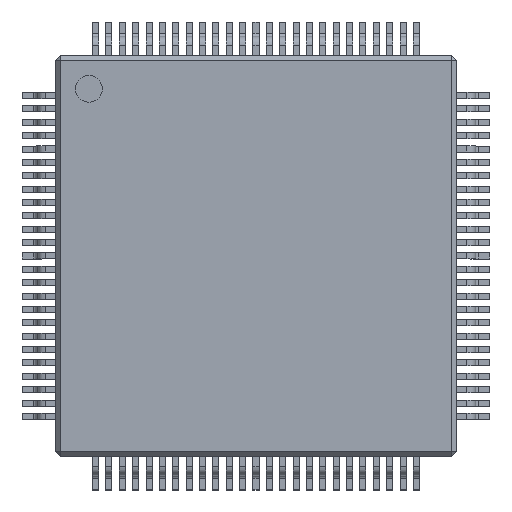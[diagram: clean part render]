
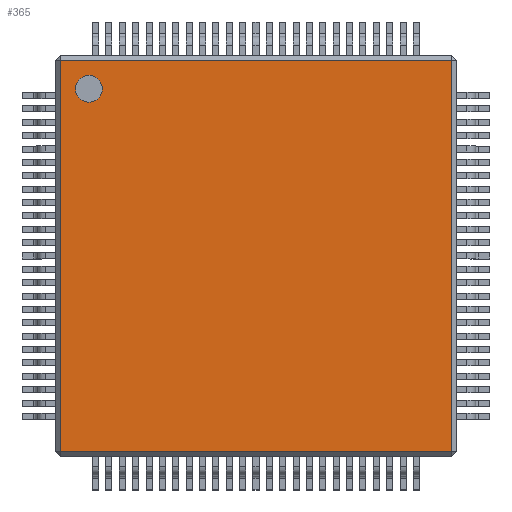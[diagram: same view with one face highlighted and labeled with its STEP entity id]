
A CAD part, top view. The second image highlights one B-rep face of the part: STEP entity #365.
In plain terms, the highlighted planar face has unit normal (0, 0, 1).
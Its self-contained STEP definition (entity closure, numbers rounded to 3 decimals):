
#13=DIRECTION('',(0.,0.,1.));
#14=DIRECTION('',(1.,0.,0.));
#164=VECTOR('',#165,1.);
#165=DIRECTION('',(0.,1.,0.));
#238=VERTEX_POINT('',#239);
#239=CARTESIAN_POINT('',(-5.85,-5.85,1.4));
#247=VERTEX_POINT('',#248);
#248=CARTESIAN_POINT('',(-5.85,5.85,1.4));
#253=ORIENTED_EDGE('',*,*,#254,.F.);
#254=EDGE_CURVE('',#238,#247,#255,.T.);
#255=LINE('',#256,#164);
#256=CARTESIAN_POINT('',(-5.85,-6.,1.4));
#322=VECTOR('',#14,1.);
#365=ADVANCED_FACE('',(#366,#384),#393,.T.);
#366=FACE_BOUND('',#367,.T.);
#367=EDGE_LOOP('',(#253,#368,#374,#380));
#368=ORIENTED_EDGE('',*,*,#369,.T.);
#369=EDGE_CURVE('',#238,#370,#372,.T.);
#370=VERTEX_POINT('',#371);
#371=CARTESIAN_POINT('',(5.85,-5.85,1.4));
#372=LINE('',#373,#322);
#373=CARTESIAN_POINT('',(-6.,-5.85,1.4));
#374=ORIENTED_EDGE('',*,*,#375,.T.);
#375=EDGE_CURVE('',#370,#376,#378,.T.);
#376=VERTEX_POINT('',#377);
#377=CARTESIAN_POINT('',(5.85,5.85,1.4));
#378=LINE('',#379,#164);
#379=CARTESIAN_POINT('',(5.85,-6.,1.4));
#380=ORIENTED_EDGE('',*,*,#381,.F.);
#381=EDGE_CURVE('',#247,#376,#382,.T.);
#382=LINE('',#383,#322);
#383=CARTESIAN_POINT('',(-6.,5.85,1.4));
#384=FACE_BOUND('',#385,.T.);
#385=EDGE_LOOP('',(#386));
#386=ORIENTED_EDGE('',*,*,#387,.F.);
#387=EDGE_CURVE('',#388,#388,#390,.T.);
#388=VERTEX_POINT('',#389);
#389=CARTESIAN_POINT('',(-4.6,5.,1.4));
#390=CIRCLE('',#391,0.4);
#391=AXIS2_PLACEMENT_3D('',#392,#13,#14);
#392=CARTESIAN_POINT('',(-5.,5.,1.4));
#393=PLANE('',#394);
#394=AXIS2_PLACEMENT_3D('',#395,#13,#14);
#395=CARTESIAN_POINT('',(-6.,-6.,1.4));
